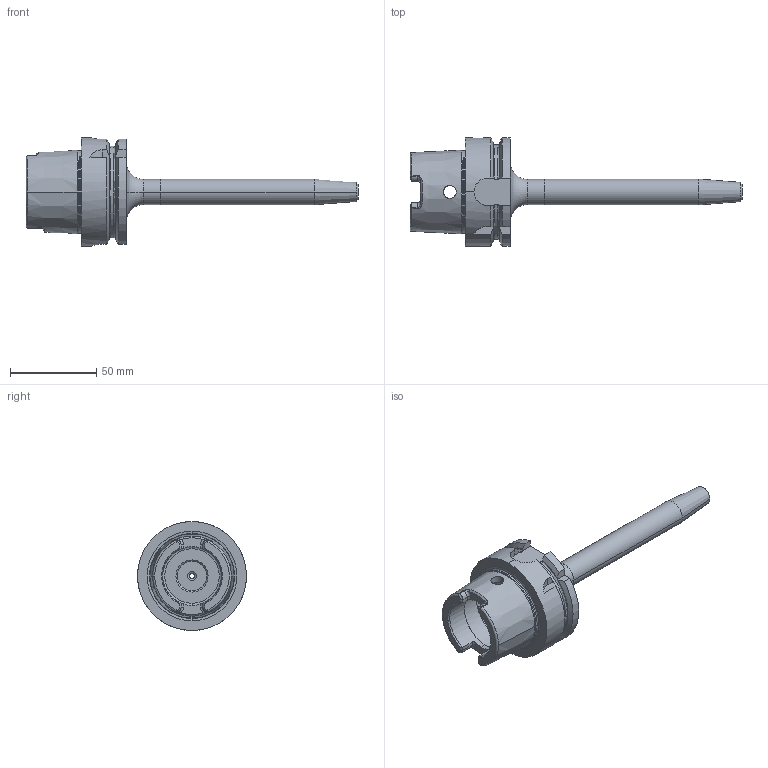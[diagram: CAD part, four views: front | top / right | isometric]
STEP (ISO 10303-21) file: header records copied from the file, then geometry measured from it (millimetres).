
FILE_DESCRIPTION (( 'STEP AP214' ), '1' );
FILE_NAME ('93.05.071.100.STEP', '2019-06-19T06:01:48', ( '' ), ( '' ), 'SwSTEP 2.0', 'SolidWorks 2014', '' );
FILE_SCHEMA (( 'AUTOMOTIVE_DESIGN' ));
Length unit declared in the file: millimetre
Products named in the file (1): 93.05.071.100
Bounding box: 192 x 63 x 63 mm (x, y, z)
Volume: 102869.4 mm3; surface area: 30272.7 mm2
Topology: 1 solids, 1 shells, 166 faces, 410 edges, 249 vertices
Faces by surface type: cylinder 48, plane 43, cone 34, torus 25, bspline 16
Entity records: 7940 total; most frequent: CARTESIAN_POINT 2304, ORIENTED_EDGE 816, DIRECTION 761, EDGE_CURVE 408, AXIS2_PLACEMENT_3D 313, VERTEX_POINT 249, EDGE_LOOP 177, UNCERTAINTY_MEASURE_WITH_UNIT 169
